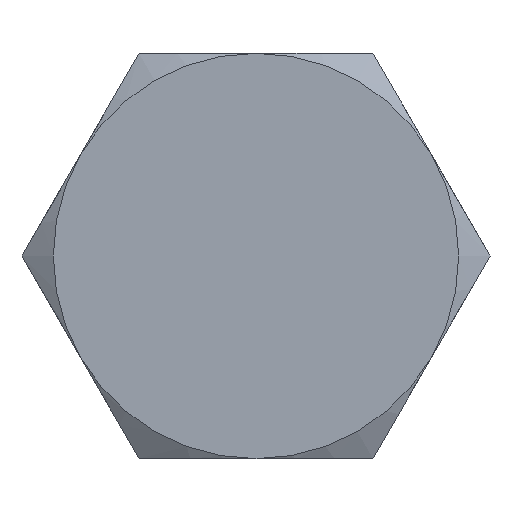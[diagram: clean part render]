
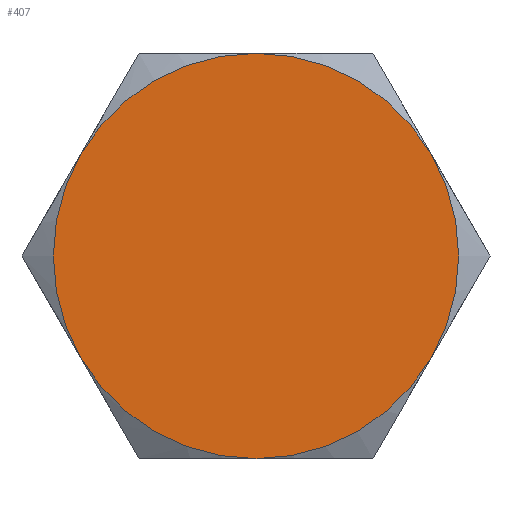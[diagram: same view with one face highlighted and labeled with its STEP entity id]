
A CAD part, left-side view. The second image highlights one B-rep face of the part: STEP entity #407.
In plain terms, the highlighted planar face has unit normal (-1, 0, 0).
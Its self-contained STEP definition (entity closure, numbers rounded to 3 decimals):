
#27 = ORIENTED_EDGE ( 'NONE', *, *, #630, .F. ) ;
#36 = VERTEX_POINT ( 'NONE', #449 ) ;
#79 = AXIS2_PLACEMENT_3D ( 'NONE', #592, #195, #308 ) ;
#81 = DIRECTION ( 'NONE',  ( 0., 0., -1. ) ) ;
#86 = DIRECTION ( 'NONE',  ( -1., 0., 0. ) ) ;
#97 = VERTEX_POINT ( 'NONE', #500 ) ;
#110 = CARTESIAN_POINT ( 'NONE',  ( 0., 0., 0. ) ) ;
#123 = VERTEX_POINT ( 'NONE', #281 ) ;
#129 = CIRCLE ( 'NONE', #598, 6.5 ) ;
#132 = VERTEX_POINT ( 'NONE', #286 ) ;
#140 = DIRECTION ( 'NONE',  ( 1., 0., 0. ) ) ;
#143 = EDGE_CURVE ( 'NONE', #253, #36, #150, .T. ) ;
#150 = CIRCLE ( 'NONE', #687, 6.5 ) ;
#152 = ORIENTED_EDGE ( 'NONE', *, *, #509, .T. ) ;
#173 = AXIS2_PLACEMENT_3D ( 'NONE', #189, #86, #192 ) ;
#183 = CIRCLE ( 'NONE', #79, 6.5 ) ;
#189 = CARTESIAN_POINT ( 'NONE',  ( 0., 0., 0. ) ) ;
#192 = DIRECTION ( 'NONE',  ( 0., 0., 1. ) ) ;
#195 = DIRECTION ( 'NONE',  ( 1., 0., 0. ) ) ;
#201 = DIRECTION ( 'NONE',  ( 1., 0., 0. ) ) ;
#208 = DIRECTION ( 'NONE',  ( 1., 0., 0. ) ) ;
#232 = DIRECTION ( 'NONE',  ( 0., 0., -1. ) ) ;
#253 = VERTEX_POINT ( 'NONE', #298 ) ;
#262 = EDGE_CURVE ( 'NONE', #97, #525, #521, .T. ) ;
#265 = CARTESIAN_POINT ( 'NONE',  ( 0., 7.506, 0. ) ) ;
#281 = CARTESIAN_POINT ( 'NONE',  ( 0., 0., -6.5 ) ) ;
#282 = EDGE_CURVE ( 'NONE', #132, #123, #183, .T. ) ;
#286 = CARTESIAN_POINT ( 'NONE',  ( 0., -5.629, -3.25 ) ) ;
#298 = CARTESIAN_POINT ( 'NONE',  ( 0., 5.629, -3.25 ) ) ;
#302 = AXIS2_PLACEMENT_3D ( 'NONE', #649, #695, #718 ) ;
#308 = DIRECTION ( 'NONE',  ( 0., 0., -1. ) ) ;
#313 = CIRCLE ( 'NONE', #484, 6.5 ) ;
#332 = CARTESIAN_POINT ( 'NONE',  ( 0., 0., 0. ) ) ;
#391 = DIRECTION ( 'NONE',  ( 0., 0., -1. ) ) ;
#407 = ADVANCED_FACE ( 'NONE', ( #478 ), #547, .F. ) ;
#425 = ORIENTED_EDGE ( 'NONE', *, *, #262, .F. ) ;
#434 = AXIS2_PLACEMENT_3D ( 'NONE', #265, #140, #81 ) ;
#440 = CARTESIAN_POINT ( 'NONE',  ( 0., -5.629, 3.25 ) ) ;
#448 = CARTESIAN_POINT ( 'NONE',  ( 0., 0., 0. ) ) ;
#449 = CARTESIAN_POINT ( 'NONE',  ( 0., 5.629, 3.25 ) ) ;
#466 = DIRECTION ( 'NONE',  ( 1., 0., 0. ) ) ;
#478 = FACE_OUTER_BOUND ( 'NONE', #558, .T. ) ;
#484 = AXIS2_PLACEMENT_3D ( 'NONE', #448, #201, #391 ) ;
#500 = CARTESIAN_POINT ( 'NONE',  ( 0., 0., 6.5 ) ) ;
#509 = EDGE_CURVE ( 'NONE', #97, #36, #683, .T. ) ;
#521 = CIRCLE ( 'NONE', #302, 6.5 ) ;
#525 = VERTEX_POINT ( 'NONE', #440 ) ;
#547 = PLANE ( 'NONE',  #434 ) ;
#558 = EDGE_LOOP ( 'NONE', ( #594, #576, #27, #425, #152, #660 ) ) ;
#576 = ORIENTED_EDGE ( 'NONE', *, *, #282, .F. ) ;
#592 = CARTESIAN_POINT ( 'NONE',  ( 0., 0., 0. ) ) ;
#594 = ORIENTED_EDGE ( 'NONE', *, *, #635, .F. ) ;
#598 = AXIS2_PLACEMENT_3D ( 'NONE', #332, #208, #727 ) ;
#630 = EDGE_CURVE ( 'NONE', #525, #132, #313, .T. ) ;
#635 = EDGE_CURVE ( 'NONE', #123, #253, #129, .T. ) ;
#649 = CARTESIAN_POINT ( 'NONE',  ( 0., 0., 0. ) ) ;
#660 = ORIENTED_EDGE ( 'NONE', *, *, #143, .F. ) ;
#683 = CIRCLE ( 'NONE', #173, 6.5 ) ;
#687 = AXIS2_PLACEMENT_3D ( 'NONE', #110, #466, #232 ) ;
#695 = DIRECTION ( 'NONE',  ( 1., 0., 0. ) ) ;
#718 = DIRECTION ( 'NONE',  ( 0., 0., -1. ) ) ;
#727 = DIRECTION ( 'NONE',  ( 0., 0., -1. ) ) ;
